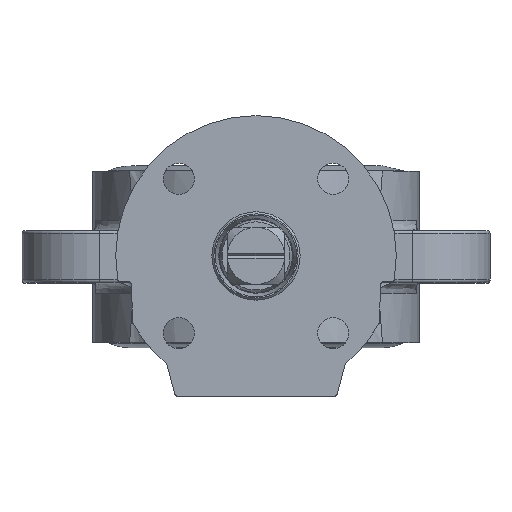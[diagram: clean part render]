
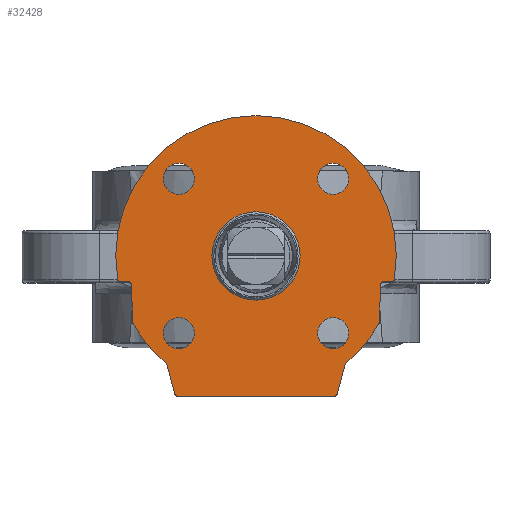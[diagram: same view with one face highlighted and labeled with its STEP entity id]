
A CAD part, top view. The second image highlights one B-rep face of the part: STEP entity #32428.
In plain terms, the highlighted planar face has unit normal (0, 0, 1).
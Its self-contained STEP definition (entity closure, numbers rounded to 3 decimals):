
#22234=CARTESIAN_POINT('',(-17.268,-20.756,104.0));
#22235=VERTEX_POINT('',#22234);
#22236=CARTESIAN_POINT('',(-23.667,-12.995,104.0));
#22237=VERTEX_POINT('',#22236);
#22238=CARTESIAN_POINT('',(0.,0.,104.0));
#22239=DIRECTION('',(0.,0.,-1.0));
#22240=DIRECTION('',(-0.879,-0.477,0.));
#22241=AXIS2_PLACEMENT_3D('',#22238,#22239,#22240);
#22242=CIRCLE('',#22241,27.);
#22243=EDGE_CURVE('',#22235,#22237,#22242,.T.);
#22276=CARTESIAN_POINT('',(-23.729,-12.772,104.0));
#22277=VERTEX_POINT('',#22276);
#22278=CARTESIAN_POINT('',(-23.229,-12.754,104.0));
#22279=DIRECTION('',(0.0,0.0,-1.0));
#22280=DIRECTION('',(-0.964,-0.265,0.0));
#22281=AXIS2_PLACEMENT_3D('',#22278,#22279,#22280);
#22282=CIRCLE('',#22281,0.5);
#22283=EDGE_CURVE('',#22237,#22277,#22282,.T.);
#22309=CARTESIAN_POINT('',(-23.983,-5.483,104.0));
#22310=VERTEX_POINT('',#22309);
#22311=CARTESIAN_POINT('',(-23.729,-12.772,104.0));
#22312=DIRECTION('',(-0.035,0.999,0.0));
#22313=VECTOR('',#22312,7.293);
#22314=LINE('',#22311,#22313);
#22315=EDGE_CURVE('',#22277,#22310,#22314,.T.);
#22340=CARTESIAN_POINT('',(-24.483,-5.0,104.0));
#22341=VERTEX_POINT('',#22340);
#22342=CARTESIAN_POINT('',(-24.483,-5.5,104.0));
#22343=DIRECTION('',(0.0,0.0,1.0));
#22344=DIRECTION('',(0.695,0.719,0.0));
#22345=AXIS2_PLACEMENT_3D('',#22342,#22343,#22344);
#22346=CIRCLE('',#22345,0.5);
#22347=EDGE_CURVE('',#22310,#22341,#22346,.T.);
#22373=CARTESIAN_POINT('',(-26.115,-5.0,104.0));
#22374=VERTEX_POINT('',#22373);
#22375=CARTESIAN_POINT('',(-24.483,-5.0,104.0));
#22376=DIRECTION('',(-1.0,0.0,0.0));
#22377=VECTOR('',#22376,1.632);
#22378=LINE('',#22375,#22377);
#22379=EDGE_CURVE('',#22341,#22374,#22378,.T.);
#22404=CARTESIAN_POINT('',(-26.608,-4.585,104.0));
#22405=VERTEX_POINT('',#22404);
#22406=CARTESIAN_POINT('',(-26.115,-4.5,104.0));
#22407=DIRECTION('',(0.0,0.0,-1.));
#22408=DIRECTION('',(-0.644,-0.765,0.0));
#22409=AXIS2_PLACEMENT_3D('',#22406,#22407,#22408);
#22410=CIRCLE('',#22409,0.5);
#22411=EDGE_CURVE('',#22374,#22405,#22410,.T.);
#22437=CARTESIAN_POINT('',(26.608,-4.585,104.0));
#22438=VERTEX_POINT('',#22437);
#22439=CARTESIAN_POINT('',(0.,0.,104.0));
#22440=DIRECTION('',(0.,0.,-1.));
#22441=DIRECTION('',(0.983,-0.185,0.));
#22442=AXIS2_PLACEMENT_3D('',#22439,#22440,#22441);
#22443=CIRCLE('',#22442,27.0);
#22444=EDGE_CURVE('',#22405,#22438,#22443,.T.);
#22470=CARTESIAN_POINT('',(26.115,-5.0,104.0));
#22471=VERTEX_POINT('',#22470);
#22472=CARTESIAN_POINT('',(26.115,-4.5,104.0));
#22473=DIRECTION('',(0.0,0.0,-1.0));
#22474=DIRECTION('',(0.644,-0.765,0.0));
#22475=AXIS2_PLACEMENT_3D('',#22472,#22473,#22474);
#22476=CIRCLE('',#22475,0.5);
#22477=EDGE_CURVE('',#22438,#22471,#22476,.T.);
#22503=CARTESIAN_POINT('',(24.483,-5.0,104.0));
#22504=VERTEX_POINT('',#22503);
#22505=CARTESIAN_POINT('',(26.115,-5.0,104.0));
#22506=DIRECTION('',(-1.0,0.0,0.0));
#22507=VECTOR('',#22506,1.632);
#22508=LINE('',#22505,#22507);
#22509=EDGE_CURVE('',#22471,#22504,#22508,.T.);
#22719=CARTESIAN_POINT('',(-17.105,-21.011,104.0));
#22720=VERTEX_POINT('',#22719);
#22721=CARTESIAN_POINT('',(-17.588,-21.141,104.0));
#22722=DIRECTION('',(0.0,0.0,1.));
#22723=DIRECTION('',(0.842,0.539,0.0));
#22724=AXIS2_PLACEMENT_3D('',#22721,#22722,#22723);
#22725=CIRCLE('',#22724,0.5);
#22726=EDGE_CURVE('',#22720,#22235,#22725,.T.);
#32112=CARTESIAN_POINT('',(-15.599,-26.629,104.0));
#32113=VERTEX_POINT('',#32112);
#32114=CARTESIAN_POINT('',(-15.599,-26.629,104.0));
#32115=DIRECTION('',(-0.259,0.966,0.0));
#32116=VECTOR('',#32115,5.816);
#32117=LINE('',#32114,#32116);
#32118=EDGE_CURVE('',#32113,#22720,#32117,.T.);
#32136=CARTESIAN_POINT('',(-15.116,-27.0,104.0));
#32137=VERTEX_POINT('',#32136);
#32138=CARTESIAN_POINT('',(-15.116,-26.5,104.0));
#32139=DIRECTION('',(0.0,0.0,-1.));
#32140=DIRECTION('',(-0.609,-0.793,0.0));
#32141=AXIS2_PLACEMENT_3D('',#32138,#32139,#32140);
#32142=CIRCLE('',#32141,0.5);
#32143=EDGE_CURVE('',#32137,#32113,#32142,.T.);
#32161=CARTESIAN_POINT('',(15.116,-27.0,104.0));
#32162=VERTEX_POINT('',#32161);
#32163=CARTESIAN_POINT('',(15.116,-27.0,104.0));
#32164=DIRECTION('',(-1.0,0.0,0.0));
#32165=VECTOR('',#32164,30.233);
#32166=LINE('',#32163,#32165);
#32167=EDGE_CURVE('',#32162,#32137,#32166,.T.);
#32185=CARTESIAN_POINT('',(15.599,-26.629,104.0));
#32186=VERTEX_POINT('',#32185);
#32187=CARTESIAN_POINT('',(15.116,-26.5,104.0));
#32188=DIRECTION('',(0.0,0.0,-1.));
#32189=DIRECTION('',(0.609,-0.793,0.0));
#32190=AXIS2_PLACEMENT_3D('',#32187,#32188,#32189);
#32191=CIRCLE('',#32190,0.5);
#32192=EDGE_CURVE('',#32186,#32162,#32191,.T.);
#32210=CARTESIAN_POINT('',(17.105,-21.011,104.0));
#32211=VERTEX_POINT('',#32210);
#32212=CARTESIAN_POINT('',(17.105,-21.011,104.0));
#32213=DIRECTION('',(-0.259,-0.966,0.0));
#32214=VECTOR('',#32213,5.816);
#32215=LINE('',#32212,#32214);
#32216=EDGE_CURVE('',#32211,#32186,#32215,.T.);
#32234=CARTESIAN_POINT('',(17.268,-20.756,104.0));
#32235=VERTEX_POINT('',#32234);
#32236=CARTESIAN_POINT('',(17.588,-21.141,104.0));
#32237=DIRECTION('',(0.0,0.0,1.0));
#32238=DIRECTION('',(-0.842,0.539,0.0));
#32239=AXIS2_PLACEMENT_3D('',#32236,#32237,#32238);
#32240=CIRCLE('',#32239,0.5);
#32241=EDGE_CURVE('',#32235,#32211,#32240,.T.);
#32259=CARTESIAN_POINT('',(23.667,-12.995,104.0));
#32260=VERTEX_POINT('',#32259);
#32261=CARTESIAN_POINT('',(0.,0.,104.0));
#32262=DIRECTION('',(0.,0.,-1.0));
#32263=DIRECTION('',(0.635,-0.772,0.));
#32264=AXIS2_PLACEMENT_3D('',#32261,#32262,#32263);
#32265=CIRCLE('',#32264,27.);
#32266=EDGE_CURVE('',#32260,#32235,#32265,.T.);
#32284=CARTESIAN_POINT('',(23.729,-12.772,104.0));
#32285=VERTEX_POINT('',#32284);
#32286=CARTESIAN_POINT('',(23.229,-12.754,104.0));
#32287=DIRECTION('',(0.0,0.0,-1.0));
#32288=DIRECTION('',(0.964,-0.265,0.0));
#32289=AXIS2_PLACEMENT_3D('',#32286,#32287,#32288);
#32290=CIRCLE('',#32289,0.5);
#32291=EDGE_CURVE('',#32285,#32260,#32290,.T.);
#32309=CARTESIAN_POINT('',(23.983,-5.483,104.0));
#32310=VERTEX_POINT('',#32309);
#32311=CARTESIAN_POINT('',(23.983,-5.483,104.0));
#32312=DIRECTION('',(-0.035,-0.999,0.0));
#32313=VECTOR('',#32312,7.293);
#32314=LINE('',#32311,#32313);
#32315=EDGE_CURVE('',#32310,#32285,#32314,.T.);
#32333=CARTESIAN_POINT('',(24.483,-5.5,104.0));
#32334=DIRECTION('',(0.0,0.0,1.0));
#32335=DIRECTION('',(-0.695,0.719,0.0));
#32336=AXIS2_PLACEMENT_3D('',#32333,#32334,#32335);
#32337=CIRCLE('',#32336,0.5);
#32338=EDGE_CURVE('',#22504,#32310,#32337,.T.);
#32346=CARTESIAN_POINT('',(-45.053,27.001,104.0));
#32347=DIRECTION('',(0.0,0.0,-1.0));
#32348=DIRECTION('',(-1.0,0.0,0.0));
#32349=AXIS2_PLACEMENT_3D('',#32346,#32347,#32348);
#32350=PLANE('',#32349);
#32351=ORIENTED_EDGE('',*,*,#22726,.F.);
#32352=ORIENTED_EDGE('',*,*,#32118,.F.);
#32353=ORIENTED_EDGE('',*,*,#32143,.F.);
#32354=ORIENTED_EDGE('',*,*,#32167,.F.);
#32355=ORIENTED_EDGE('',*,*,#32192,.F.);
#32356=ORIENTED_EDGE('',*,*,#32216,.F.);
#32357=ORIENTED_EDGE('',*,*,#32241,.F.);
#32358=ORIENTED_EDGE('',*,*,#32266,.F.);
#32359=ORIENTED_EDGE('',*,*,#32291,.F.);
#32360=ORIENTED_EDGE('',*,*,#32315,.F.);
#32361=ORIENTED_EDGE('',*,*,#32338,.F.);
#32362=ORIENTED_EDGE('',*,*,#22509,.F.);
#32363=ORIENTED_EDGE('',*,*,#22477,.F.);
#32364=ORIENTED_EDGE('',*,*,#22444,.F.);
#32365=ORIENTED_EDGE('',*,*,#22411,.F.);
#32366=ORIENTED_EDGE('',*,*,#22379,.F.);
#32367=ORIENTED_EDGE('',*,*,#22347,.F.);
#32368=ORIENTED_EDGE('',*,*,#22315,.F.);
#32369=ORIENTED_EDGE('',*,*,#22283,.F.);
#32370=ORIENTED_EDGE('',*,*,#22243,.F.);
#32371=EDGE_LOOP('',(#32351,#32352,#32353,#32354,#32355,#32356,#32357,#32358,#32359,#32360,#32361,#32362,#32363,#32364,#32365,#32366,#32367,#32368,#32369,#32370));
#32372=FACE_OUTER_BOUND('',#32371,.T.);
#32373=CARTESIAN_POINT('',(-17.849,14.849,104.0));
#32374=VERTEX_POINT('',#32373);
#32375=CARTESIAN_POINT('',(-14.849,14.849,104.0));
#32376=DIRECTION('',(0.0,0.0,-1.0));
#32377=DIRECTION('',(-1.0,0.0,0.0));
#32378=AXIS2_PLACEMENT_3D('',#32375,#32376,#32377);
#32379=CIRCLE('',#32378,3.);
#32380=EDGE_CURVE('',#32374,#32374,#32379,.T.);
#32381=ORIENTED_EDGE('',*,*,#32380,.T.);
#32382=EDGE_LOOP('',(#32381));
#32383=FACE_BOUND('',#32382,.T.);
#32384=CARTESIAN_POINT('',(14.849,17.849,104.0));
#32385=VERTEX_POINT('',#32384);
#32386=CARTESIAN_POINT('',(14.849,14.849,104.0));
#32387=DIRECTION('',(0.0,0.0,-1.0));
#32388=DIRECTION('',(0.0,1.0,0.0));
#32389=AXIS2_PLACEMENT_3D('',#32386,#32387,#32388);
#32390=CIRCLE('',#32389,3.);
#32391=EDGE_CURVE('',#32385,#32385,#32390,.T.);
#32392=ORIENTED_EDGE('',*,*,#32391,.T.);
#32393=EDGE_LOOP('',(#32392));
#32394=FACE_BOUND('',#32393,.T.);
#32395=CARTESIAN_POINT('',(-14.849,-17.849,104.0));
#32396=VERTEX_POINT('',#32395);
#32397=CARTESIAN_POINT('',(-14.849,-14.849,104.0));
#32398=DIRECTION('',(0.0,0.0,-1.0));
#32399=DIRECTION('',(0.0,-1.0,0.0));
#32400=AXIS2_PLACEMENT_3D('',#32397,#32398,#32399);
#32401=CIRCLE('',#32400,3.);
#32402=EDGE_CURVE('',#32396,#32396,#32401,.T.);
#32403=ORIENTED_EDGE('',*,*,#32402,.T.);
#32404=EDGE_LOOP('',(#32403));
#32405=FACE_BOUND('',#32404,.T.);
#32406=CARTESIAN_POINT('',(17.849,-14.849,104.0));
#32407=VERTEX_POINT('',#32406);
#32408=CARTESIAN_POINT('',(14.849,-14.849,104.0));
#32409=DIRECTION('',(0.0,0.0,-1.0));
#32410=DIRECTION('',(1.0,0.0,0.0));
#32411=AXIS2_PLACEMENT_3D('',#32408,#32409,#32410);
#32412=CIRCLE('',#32411,3.);
#32413=EDGE_CURVE('',#32407,#32407,#32412,.T.);
#32414=ORIENTED_EDGE('',*,*,#32413,.T.);
#32415=EDGE_LOOP('',(#32414));
#32416=FACE_BOUND('',#32415,.T.);
#32417=CARTESIAN_POINT('',(8.5,0.,104.0));
#32418=VERTEX_POINT('',#32417);
#32419=CARTESIAN_POINT('',(0.,0.,104.0));
#32420=DIRECTION('',(0.0,0.0,-1.0));
#32421=DIRECTION('',(1.0,0.0,0.0));
#32422=AXIS2_PLACEMENT_3D('',#32419,#32420,#32421);
#32423=CIRCLE('',#32422,8.5);
#32424=EDGE_CURVE('',#32418,#32418,#32423,.T.);
#32425=ORIENTED_EDGE('',*,*,#32424,.T.);
#32426=EDGE_LOOP('',(#32425));
#32427=FACE_BOUND('',#32426,.T.);
#32428=ADVANCED_FACE('',(#32372,#32383,#32394,#32405,#32416,#32427),#32350,.F.);
